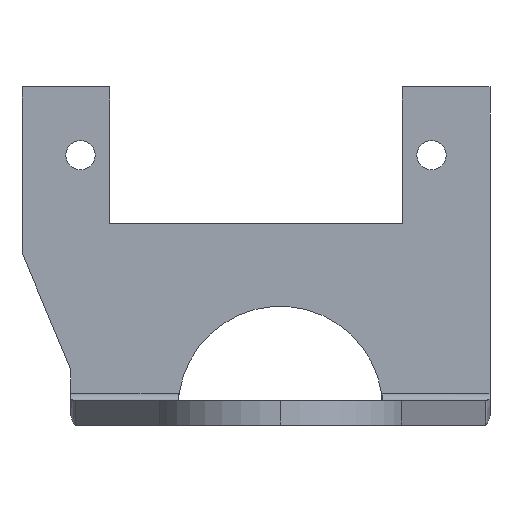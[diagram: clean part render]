
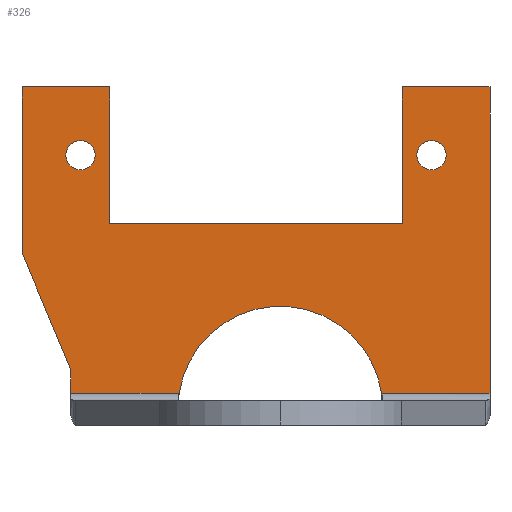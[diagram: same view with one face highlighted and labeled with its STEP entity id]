
A CAD part, front view. The second image highlights one B-rep face of the part: STEP entity #326.
In plain terms, the highlighted planar face has unit normal (0, -1, 0).
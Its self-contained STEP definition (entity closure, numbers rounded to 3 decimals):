
#2 = CARTESIAN_POINT ( 'NONE',  ( -19., 0., -29. ) ) ;
#14 = DIRECTION ( 'NONE',  ( -0.385, 0., 0.923 ) ) ;
#29 = DIRECTION ( 'NONE',  ( 0., 0., 1. ) ) ;
#32 = LINE ( 'NONE', #1394, #285 ) ;
#49 = CARTESIAN_POINT ( 'NONE',  ( 24., 0., -31.44 ) ) ;
#50 = EDGE_LOOP ( 'NONE', ( #1466, #1412, #1768, #480, #338, #454, #1892, #1629, #534, #1111, #696, #751 ) ) ;
#91 = AXIS2_PLACEMENT_3D ( 'NONE', #630, #1858, #29 ) ;
#101 = VECTOR ( 'NONE', #653, 1000. ) ;
#127 = CARTESIAN_POINT ( 'NONE',  ( -15., 0., -14. ) ) ;
#131 = DIRECTION ( 'NONE',  ( 0., 0., 1. ) ) ;
#134 = AXIS2_PLACEMENT_3D ( 'NONE', #604, #1356, #131 ) ;
#151 = LINE ( 'NONE', #317, #639 ) ;
#156 = VERTEX_POINT ( 'NONE', #1638 ) ;
#160 = VECTOR ( 'NONE', #1449, 1000. ) ;
#211 = ORIENTED_EDGE ( 'NONE', *, *, #1953, .T. ) ;
#243 = VERTEX_POINT ( 'NONE', #1851 ) ;
#251 = AXIS2_PLACEMENT_3D ( 'NONE', #967, #308, #1867 ) ;
#252 = VECTOR ( 'NONE', #887, 1000. ) ;
#260 = EDGE_CURVE ( 'NONE', #497, #1880, #880, .T. ) ;
#285 = VECTOR ( 'NONE', #325, 1000. ) ;
#308 = DIRECTION ( 'NONE',  ( 0., 1., 0. ) ) ;
#316 = VECTOR ( 'NONE', #872, 1000. ) ;
#317 = CARTESIAN_POINT ( 'NONE',  ( -19., 0., -29. ) ) ;
#321 = EDGE_CURVE ( 'NONE', #1665, #657, #151, .T. ) ;
#325 = DIRECTION ( 'NONE',  ( 0., 0., 1. ) ) ;
#326 = ADVANCED_FACE ( 'NONE', ( #954, #1711, #626 ), #1403, .F. ) ;
#338 = ORIENTED_EDGE ( 'NONE', *, *, #1868, .F. ) ;
#364 = LINE ( 'NONE', #1581, #160 ) ;
#403 = VERTEX_POINT ( 'NONE', #1419 ) ;
#406 = EDGE_CURVE ( 'NONE', #930, #1665, #32, .T. ) ;
#415 = DIRECTION ( 'NONE',  ( 0., 1., 0. ) ) ;
#428 = VERTEX_POINT ( 'NONE', #1702 ) ;
#452 = VECTOR ( 'NONE', #1370, 1000. ) ;
#454 = ORIENTED_EDGE ( 'NONE', *, *, #1188, .F. ) ;
#459 = VECTOR ( 'NONE', #805, 1000. ) ;
#466 = CARTESIAN_POINT ( 'NONE',  ( 2.5, 0., -31.44 ) ) ;
#480 = ORIENTED_EDGE ( 'NONE', *, *, #1384, .T. ) ;
#497 = VERTEX_POINT ( 'NONE', #835 ) ;
#534 = ORIENTED_EDGE ( 'NONE', *, *, #260, .F. ) ;
#548 = DIRECTION ( 'NONE',  ( 0., 1., 0. ) ) ;
#570 = CARTESIAN_POINT ( 'NONE',  ( -18., 0., -7. ) ) ;
#604 = CARTESIAN_POINT ( 'NONE',  ( 2.5, 0., -33. ) ) ;
#607 = CARTESIAN_POINT ( 'NONE',  ( 15., 0., 0. ) ) ;
#617 = CARTESIAN_POINT ( 'NONE',  ( -24., 0., -17. ) ) ;
#626 = FACE_OUTER_BOUND ( 'NONE', #50, .T. ) ;
#630 = CARTESIAN_POINT ( 'NONE',  ( 18., 0., -7. ) ) ;
#639 = VECTOR ( 'NONE', #14, 1000. ) ;
#653 = DIRECTION ( 'NONE',  ( 1., 0., 0. ) ) ;
#657 = VERTEX_POINT ( 'NONE', #1504 ) ;
#682 = CARTESIAN_POINT ( 'NONE',  ( -15., 0., -14. ) ) ;
#696 = ORIENTED_EDGE ( 'NONE', *, *, #1315, .F. ) ;
#717 = CARTESIAN_POINT ( 'NONE',  ( 18., 0., -8.5 ) ) ;
#743 = DIRECTION ( 'NONE',  ( 0., 0., 1. ) ) ;
#751 = ORIENTED_EDGE ( 'NONE', *, *, #321, .F. ) ;
#754 = AXIS2_PLACEMENT_3D ( 'NONE', #1810, #415, #1194 ) ;
#779 = LINE ( 'NONE', #617, #459 ) ;
#802 = EDGE_CURVE ( 'NONE', #1564, #1139, #1841, .T. ) ;
#805 = DIRECTION ( 'NONE',  ( 0., 0., 1. ) ) ;
#817 = VERTEX_POINT ( 'NONE', #1612 ) ;
#835 = CARTESIAN_POINT ( 'NONE',  ( -15., 0., 0. ) ) ;
#862 = CARTESIAN_POINT ( 'NONE',  ( -24., 0., 0. ) ) ;
#872 = DIRECTION ( 'NONE',  ( 1., 0., 0. ) ) ;
#875 = LINE ( 'NONE', #1654, #252 ) ;
#876 = DIRECTION ( 'NONE',  ( 0., 1., 0. ) ) ;
#880 = LINE ( 'NONE', #1056, #1065 ) ;
#887 = DIRECTION ( 'NONE',  ( 0., 0., 1. ) ) ;
#894 = DIRECTION ( 'NONE',  ( 1., 0., 0. ) ) ;
#909 = EDGE_LOOP ( 'NONE', ( #1195, #1418 ) ) ;
#930 = VERTEX_POINT ( 'NONE', #1123 ) ;
#935 = EDGE_LOOP ( 'NONE', ( #1897, #211 ) ) ;
#954 = FACE_BOUND ( 'NONE', #909, .T. ) ;
#955 = EDGE_CURVE ( 'NONE', #156, #1879, #1039, .T. ) ;
#967 = CARTESIAN_POINT ( 'NONE',  ( 2.5, 0., -58.841 ) ) ;
#980 = CIRCLE ( 'NONE', #1690, 1.5 ) ;
#1017 = EDGE_CURVE ( 'NONE', #1706, #403, #875, .T. ) ;
#1039 = CIRCLE ( 'NONE', #1771, 1.5 ) ;
#1056 = CARTESIAN_POINT ( 'NONE',  ( -15., 0., 0. ) ) ;
#1065 = VECTOR ( 'NONE', #1820, 1000. ) ;
#1089 = CARTESIAN_POINT ( 'NONE',  ( 15., 0., -14. ) ) ;
#1111 = ORIENTED_EDGE ( 'NONE', *, *, #1131, .F. ) ;
#1123 = CARTESIAN_POINT ( 'NONE',  ( -19., 0., -31.44 ) ) ;
#1131 = EDGE_CURVE ( 'NONE', #243, #497, #1639, .T. ) ;
#1139 = VERTEX_POINT ( 'NONE', #1330 ) ;
#1165 = DIRECTION ( 'NONE',  ( 0., 0., 1. ) ) ;
#1188 = EDGE_CURVE ( 'NONE', #403, #1909, #1997, .T. ) ;
#1194 = DIRECTION ( 'NONE',  ( 0., 0., 1. ) ) ;
#1195 = ORIENTED_EDGE ( 'NONE', *, *, #802, .T. ) ;
#1200 = EDGE_CURVE ( 'NONE', #1880, #1706, #1981, .T. ) ;
#1205 = CIRCLE ( 'NONE', #754, 1.5 ) ;
#1223 = EDGE_CURVE ( 'NONE', #1139, #1564, #1205, .T. ) ;
#1228 = VECTOR ( 'NONE', #894, 1000. ) ;
#1315 = EDGE_CURVE ( 'NONE', #657, #243, #779, .T. ) ;
#1325 = EDGE_CURVE ( 'NONE', #930, #428, #1696, .T. ) ;
#1330 = CARTESIAN_POINT ( 'NONE',  ( 18., 0., -5.5 ) ) ;
#1356 = DIRECTION ( 'NONE',  ( 0., 1., 0. ) ) ;
#1370 = DIRECTION ( 'NONE',  ( 1., 0., 0. ) ) ;
#1384 = EDGE_CURVE ( 'NONE', #817, #1854, #1853, .T. ) ;
#1394 = CARTESIAN_POINT ( 'NONE',  ( -19., 0., -33. ) ) ;
#1395 = DIRECTION ( 'NONE',  ( 1., 0., 0. ) ) ;
#1397 = VECTOR ( 'NONE', #1395, 1000. ) ;
#1403 = PLANE ( 'NONE',  #251 ) ;
#1412 = ORIENTED_EDGE ( 'NONE', *, *, #1325, .T. ) ;
#1418 = ORIENTED_EDGE ( 'NONE', *, *, #1223, .T. ) ;
#1419 = CARTESIAN_POINT ( 'NONE',  ( 15., 0., 0. ) ) ;
#1449 = DIRECTION ( 'NONE',  ( 0., 0., -1. ) ) ;
#1466 = ORIENTED_EDGE ( 'NONE', *, *, #406, .F. ) ;
#1504 = CARTESIAN_POINT ( 'NONE',  ( -24., 0., -17. ) ) ;
#1531 = EDGE_CURVE ( 'NONE', #428, #817, #1822, .T. ) ;
#1564 = VERTEX_POINT ( 'NONE', #717 ) ;
#1581 = CARTESIAN_POINT ( 'NONE',  ( 24., 0., 0. ) ) ;
#1612 = CARTESIAN_POINT ( 'NONE',  ( 12.883, 0., -31.44 ) ) ;
#1613 = CARTESIAN_POINT ( 'NONE',  ( 24., 0., 0. ) ) ;
#1629 = ORIENTED_EDGE ( 'NONE', *, *, #1200, .F. ) ;
#1638 = CARTESIAN_POINT ( 'NONE',  ( -18., 0., -8.5 ) ) ;
#1639 = LINE ( 'NONE', #862, #316 ) ;
#1654 = CARTESIAN_POINT ( 'NONE',  ( 15., 0., 0. ) ) ;
#1665 = VERTEX_POINT ( 'NONE', #2 ) ;
#1690 = AXIS2_PLACEMENT_3D ( 'NONE', #570, #876, #743 ) ;
#1696 = LINE ( 'NONE', #1730, #101 ) ;
#1702 = CARTESIAN_POINT ( 'NONE',  ( -7.883, 0., -31.44 ) ) ;
#1706 = VERTEX_POINT ( 'NONE', #1089 ) ;
#1711 = FACE_BOUND ( 'NONE', #935, .T. ) ;
#1730 = CARTESIAN_POINT ( 'NONE',  ( 2.5, 0., -31.44 ) ) ;
#1768 = ORIENTED_EDGE ( 'NONE', *, *, #1531, .T. ) ;
#1771 = AXIS2_PLACEMENT_3D ( 'NONE', #1781, #548, #1165 ) ;
#1781 = CARTESIAN_POINT ( 'NONE',  ( -18., 0., -7. ) ) ;
#1810 = CARTESIAN_POINT ( 'NONE',  ( 18., 0., -7. ) ) ;
#1820 = DIRECTION ( 'NONE',  ( 0., 0., -1. ) ) ;
#1822 = CIRCLE ( 'NONE', #134, 10.5 ) ;
#1841 = CIRCLE ( 'NONE', #91, 1.5 ) ;
#1851 = CARTESIAN_POINT ( 'NONE',  ( -24., 0., 0. ) ) ;
#1853 = LINE ( 'NONE', #466, #1397 ) ;
#1854 = VERTEX_POINT ( 'NONE', #49 ) ;
#1858 = DIRECTION ( 'NONE',  ( 0., 1., 0. ) ) ;
#1867 = DIRECTION ( 'NONE',  ( 0., 0., 1. ) ) ;
#1868 = EDGE_CURVE ( 'NONE', #1909, #1854, #364, .T. ) ;
#1879 = VERTEX_POINT ( 'NONE', #1907 ) ;
#1880 = VERTEX_POINT ( 'NONE', #682 ) ;
#1892 = ORIENTED_EDGE ( 'NONE', *, *, #1017, .F. ) ;
#1897 = ORIENTED_EDGE ( 'NONE', *, *, #955, .T. ) ;
#1907 = CARTESIAN_POINT ( 'NONE',  ( -18., 0., -5.5 ) ) ;
#1909 = VERTEX_POINT ( 'NONE', #1613 ) ;
#1953 = EDGE_CURVE ( 'NONE', #1879, #156, #980, .T. ) ;
#1981 = LINE ( 'NONE', #127, #452 ) ;
#1997 = LINE ( 'NONE', #607, #1228 ) ;
